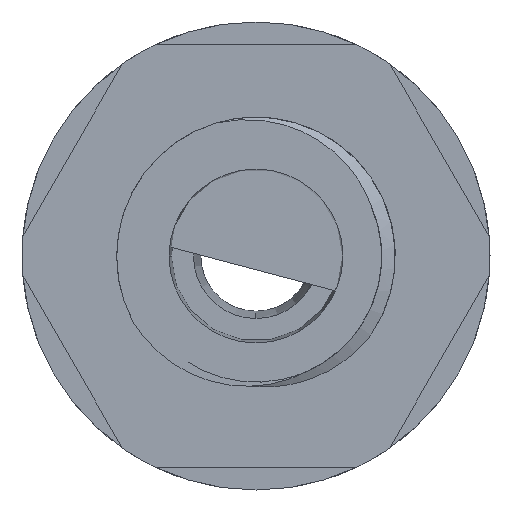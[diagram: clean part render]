
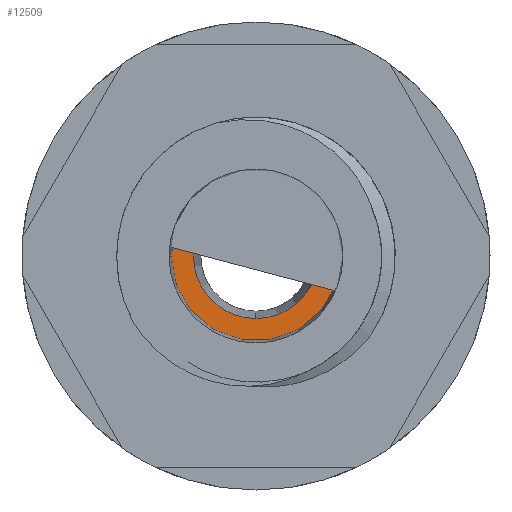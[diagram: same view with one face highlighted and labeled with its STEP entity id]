
A CAD part, front view. The second image highlights one B-rep face of the part: STEP entity #12509.
In plain terms, the highlighted planar face has unit normal (0, -1, 0).
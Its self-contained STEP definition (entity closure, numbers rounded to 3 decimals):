
#933 = ORIENTED_EDGE ( 'NONE', *, *, #6248, .T. ) ;
#937 = ORIENTED_EDGE ( 'NONE', *, *, #12707, .F. ) ;
#979 = ORIENTED_EDGE ( 'NONE', *, *, #6249, .F. ) ;
#983 = ORIENTED_EDGE ( 'NONE', *, *, #12772, .T. ) ;
#4661 = AXIS2_PLACEMENT_3D ( 'NONE', #9130, #9131, #9126 ) ;
#4664 = CIRCLE ( 'NONE', #4661, 2.806 ) ;
#4666 = AXIS2_PLACEMENT_3D ( 'NONE', #9160, #9148, #9140 ) ;
#4674 = CIRCLE ( 'NONE', #4666, 3.8 ) ;
#4962 = AXIS2_PLACEMENT_3D ( 'NONE', #15330, #15340, #15343 ) ;
#4969 = CIRCLE ( 'NONE', #4970, 2.806 ) ;
#4970 = AXIS2_PLACEMENT_3D ( 'NONE', #15426, #15419, #15442 ) ;
#4972 = CIRCLE ( 'NONE', #4962, 3.8 ) ;
#6248 = EDGE_CURVE ( 'NONE', #17273, #17263, #4664, .T. ) ;
#6249 = EDGE_CURVE ( 'NONE', #17231, #17255, #4674, .T. ) ;
#6597 = AXIS2_PLACEMENT_3D ( 'NONE', #14549, #14579, #14580 ) ;
#9126 = DIRECTION ( 'NONE',  ( 0., 0., -1. ) ) ;
#9130 = CARTESIAN_POINT ( 'NONE',  ( 0., 8.134, 0. ) ) ;
#9131 = DIRECTION ( 'NONE',  ( 0., 1., 0. ) ) ;
#9140 = DIRECTION ( 'NONE',  ( 1., 0., 0. ) ) ;
#9148 = DIRECTION ( 'NONE',  ( 0., 1., 0. ) ) ;
#9160 = CARTESIAN_POINT ( 'NONE',  ( 0., 8.134, 0. ) ) ;
#9897 = EDGE_LOOP ( 'NONE', ( #937, #979 ) ) ;
#9932 = EDGE_LOOP ( 'NONE', ( #983, #933 ) ) ;
#12509 = ADVANCED_FACE ( 'NONE', ( #14596, #14548 ), #14574, .F. ) ;
#12707 = EDGE_CURVE ( 'NONE', #17255, #17231, #4972, .T. ) ;
#12772 = EDGE_CURVE ( 'NONE', #17263, #17273, #4969, .T. ) ;
#14548 = FACE_OUTER_BOUND ( 'NONE', #9897, .T. ) ;
#14549 = CARTESIAN_POINT ( 'NONE',  ( 0., 8.134, 0. ) ) ;
#14574 = PLANE ( 'NONE',  #6597 ) ;
#14579 = DIRECTION ( 'NONE',  ( 0., 1., 0. ) ) ;
#14580 = DIRECTION ( 'NONE',  ( 0., 0., 1. ) ) ;
#14596 = FACE_BOUND ( 'NONE', #9932, .T. ) ;
#15330 = CARTESIAN_POINT ( 'NONE',  ( 0., 8.134, 0. ) ) ;
#15340 = DIRECTION ( 'NONE',  ( 0., 1., 0. ) ) ;
#15343 = DIRECTION ( 'NONE',  ( 1., 0., 0. ) ) ;
#15419 = DIRECTION ( 'NONE',  ( 0., 1., 0. ) ) ;
#15426 = CARTESIAN_POINT ( 'NONE',  ( 0., 8.134, 0. ) ) ;
#15442 = DIRECTION ( 'NONE',  ( 0., 0., -1. ) ) ;
#17231 = VERTEX_POINT ( 'NONE', #19677 ) ;
#17255 = VERTEX_POINT ( 'NONE', #19646 ) ;
#17263 = VERTEX_POINT ( 'NONE', #19623 ) ;
#17273 = VERTEX_POINT ( 'NONE', #19714 ) ;
#19623 = CARTESIAN_POINT ( 'NONE',  ( 0., 8.134, -2.806 ) ) ;
#19646 = CARTESIAN_POINT ( 'NONE',  ( 3.8, 8.134, 0. ) ) ;
#19677 = CARTESIAN_POINT ( 'NONE',  ( -3.8, 8.134, 0. ) ) ;
#19714 = CARTESIAN_POINT ( 'NONE',  ( 0., 8.134, 2.806 ) ) ;
